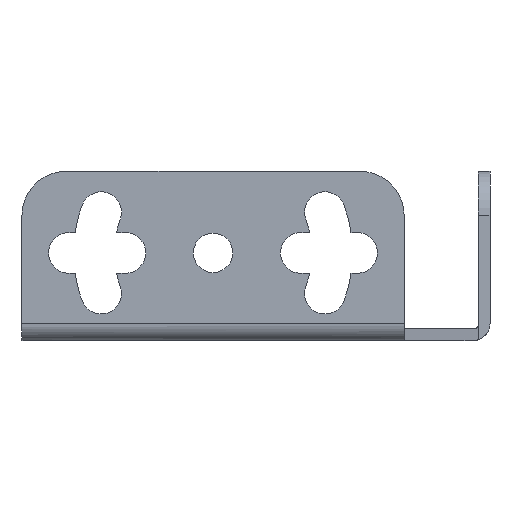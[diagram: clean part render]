
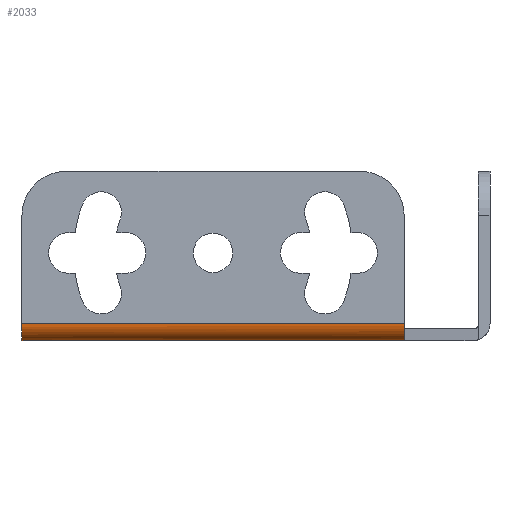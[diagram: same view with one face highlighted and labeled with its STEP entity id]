
A CAD part, left-side view. The second image highlights one B-rep face of the part: STEP entity #2033.
In plain terms, the highlighted cylindrical face has radius 2.7 mm (diameter 5.4 mm), a partial arc.
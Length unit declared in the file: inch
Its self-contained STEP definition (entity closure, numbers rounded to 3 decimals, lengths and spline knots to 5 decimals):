
#147=DIRECTION('',(0.,-1.,0.));
#148=VECTOR('',#147,2.40157);
#149=CARTESIAN_POINT('',(-0.0748,1.3878,
0.1063));
#150=LINE('',#149,#148);
#151=CARTESIAN_POINT('',(0.0315,-1.01378,
0.1063));
#152=DIRECTION('',(0.,-1.,0.));
#153=DIRECTION('',(-1.,0.,0.));
#154=AXIS2_PLACEMENT_3D('',#151,#152,#153);
#156=CARTESIAN_POINT('',(0.,-1.01378,0.00477));
#157=CARTESIAN_POINT('',(0.01033,-1.02055,
0.00157));
#158=CARTESIAN_POINT('',(0.02083,-1.02743,0.));
#159=CARTESIAN_POINT('',(0.0315,-1.03443,0.));
#161=DIRECTION('',(0.,-1.,0.));
#162=VECTOR('',#161,2.42222);
#163=CARTESIAN_POINT('',(0.0315,1.3878,0.));
#164=LINE('',#163,#162);
#165=CARTESIAN_POINT('',(0.0315,1.3878,0.1063));
#166=DIRECTION('',(0.,1.,0.));
#167=DIRECTION('',(0.,0.,-1.));
#168=AXIS2_PLACEMENT_3D('',#165,#166,#167);
#1823=CARTESIAN_POINT('',(-0.0748,1.3878,
0.1063));
#1824=CARTESIAN_POINT('',(-0.0748,-1.01378,
0.1063));
#1825=VERTEX_POINT('',#1823);
#1826=VERTEX_POINT('',#1824);
#1827=CARTESIAN_POINT('',(0.,-1.01378,0.00477));
#1828=VERTEX_POINT('',#1827);
#1829=VERTEX_POINT('',#159);
#1830=CARTESIAN_POINT('',(0.0315,1.3878,0.));
#1831=VERTEX_POINT('',#1830);
#2017=CARTESIAN_POINT('',(0.0315,2.59485,
0.1063));
#2018=DIRECTION('',(0.,-1.,0.));
#2019=DIRECTION('',(-1.,0.,0.));
#2020=AXIS2_PLACEMENT_3D('',#2017,#2018,#2019);
#2021=CYLINDRICAL_SURFACE('',#2020,0.1063);
#2023=ORIENTED_EDGE('',*,*,#2022,.T.);
#2025=ORIENTED_EDGE('',*,*,#2024,.T.);
#2027=ORIENTED_EDGE('',*,*,#2026,.T.);
#2028=ORIENTED_EDGE('',*,*,#1910,.F.);
#2030=ORIENTED_EDGE('',*,*,#2029,.T.);
#2031=EDGE_LOOP('',(#2023,#2025,#2027,#2028,#2030));
#2032=FACE_OUTER_BOUND('',#2031,.F.);
#2033=ADVANCED_FACE('',(#2032),#2021,.T.);
#155=CIRCLE('',#154,0.1063);
#160=B_SPLINE_CURVE_WITH_KNOTS('',3,(#156,#157,#158,#159),.UNSPECIFIED.,.F.,.F.,
(4,4),(0.,1.),.UNSPECIFIED.);
#169=CIRCLE('',#168,0.1063);
#1910=EDGE_CURVE('',#1831,#1829,#164,.T.);
#2022=EDGE_CURVE('',#1825,#1826,#150,.T.);
#2024=EDGE_CURVE('',#1826,#1828,#155,.T.);
#2026=EDGE_CURVE('',#1828,#1829,#160,.T.);
#2029=EDGE_CURVE('',#1831,#1825,#169,.T.);
